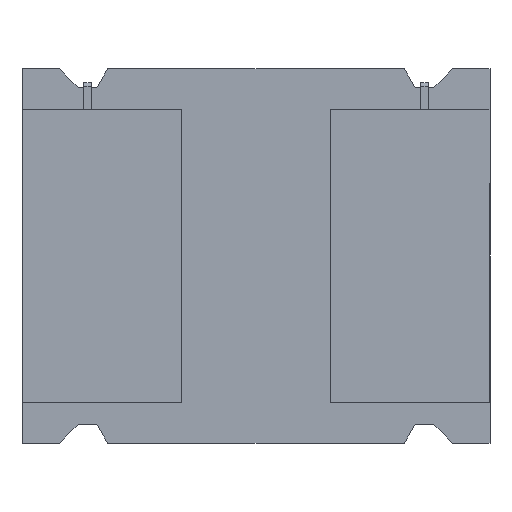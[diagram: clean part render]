
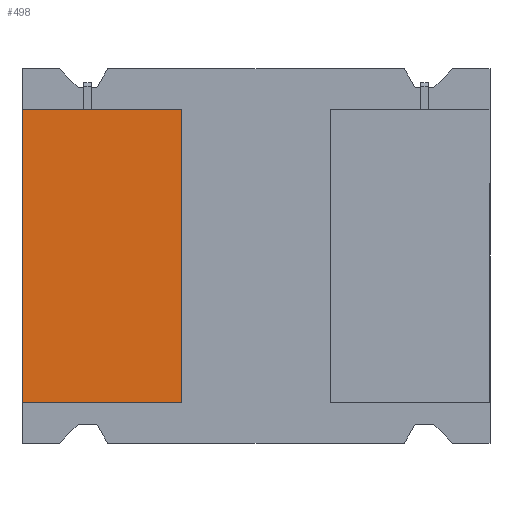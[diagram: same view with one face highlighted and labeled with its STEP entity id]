
A CAD part, front view. The second image highlights one B-rep face of the part: STEP entity #498.
In plain terms, the highlighted planar face has unit normal (0, -1, 0).
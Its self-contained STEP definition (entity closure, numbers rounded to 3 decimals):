
#59 = CARTESIAN_POINT ( 'NONE',  ( -1.25, 0., 0.785 ) ) ;
#90 = DIRECTION ( 'NONE',  ( 0., 0., -1. ) ) ;
#92 = VERTEX_POINT ( 'NONE', #2322 ) ;
#259 = ORIENTED_EDGE ( 'NONE', *, *, #756, .T. ) ;
#290 = CARTESIAN_POINT ( 'NONE',  ( -0.4, 0., -0.785 ) ) ;
#350 = VERTEX_POINT ( 'NONE', #977 ) ;
#407 = LINE ( 'NONE', #519, #1497 ) ;
#428 = LINE ( 'NONE', #897, #2775 ) ;
#498 = ADVANCED_FACE ( 'NONE', ( #1433 ), #757, .T. ) ;
#510 = ORIENTED_EDGE ( 'NONE', *, *, #2673, .T. ) ;
#519 = CARTESIAN_POINT ( 'NONE',  ( -1.25, 0., 0.785 ) ) ;
#684 = EDGE_LOOP ( 'NONE', ( #259, #510, #1495, #2871 ) ) ;
#756 = EDGE_CURVE ( 'NONE', #92, #1975, #2765, .T. ) ;
#757 = PLANE ( 'NONE',  #874 ) ;
#868 = DIRECTION ( 'NONE',  ( 1., 0., 0. ) ) ;
#874 = AXIS2_PLACEMENT_3D ( 'NONE', #2385, #1553, #1790 ) ;
#897 = CARTESIAN_POINT ( 'NONE',  ( -0.4, 0., 0.785 ) ) ;
#904 = VECTOR ( 'NONE', #868, 1000. ) ;
#977 = CARTESIAN_POINT ( 'NONE',  ( -0.4, 0., 0.785 ) ) ;
#1106 = CARTESIAN_POINT ( 'NONE',  ( -1.25, 0., -0.785 ) ) ;
#1322 = CARTESIAN_POINT ( 'NONE',  ( -1.25, 0., -0.785 ) ) ;
#1433 = FACE_OUTER_BOUND ( 'NONE', #684, .T. ) ;
#1495 = ORIENTED_EDGE ( 'NONE', *, *, #2630, .T. ) ;
#1497 = VECTOR ( 'NONE', #2125, 1000. ) ;
#1553 = DIRECTION ( 'NONE',  ( 0., -1., 0. ) ) ;
#1790 = DIRECTION ( 'NONE',  ( 0., 0., -1. ) ) ;
#1975 = VERTEX_POINT ( 'NONE', #1322 ) ;
#2017 = VECTOR ( 'NONE', #90, 1000. ) ;
#2046 = DIRECTION ( 'NONE',  ( 0., 0., 1. ) ) ;
#2060 = LINE ( 'NONE', #1106, #904 ) ;
#2125 = DIRECTION ( 'NONE',  ( -1., 0., 0. ) ) ;
#2228 = VERTEX_POINT ( 'NONE', #290 ) ;
#2304 = EDGE_CURVE ( 'NONE', #350, #92, #407, .T. ) ;
#2322 = CARTESIAN_POINT ( 'NONE',  ( -1.25, 0., 0.785 ) ) ;
#2385 = CARTESIAN_POINT ( 'NONE',  ( 0., 0., 0. ) ) ;
#2630 = EDGE_CURVE ( 'NONE', #2228, #350, #428, .T. ) ;
#2673 = EDGE_CURVE ( 'NONE', #1975, #2228, #2060, .T. ) ;
#2765 = LINE ( 'NONE', #59, #2017 ) ;
#2775 = VECTOR ( 'NONE', #2046, 1000. ) ;
#2871 = ORIENTED_EDGE ( 'NONE', *, *, #2304, .T. ) ;
